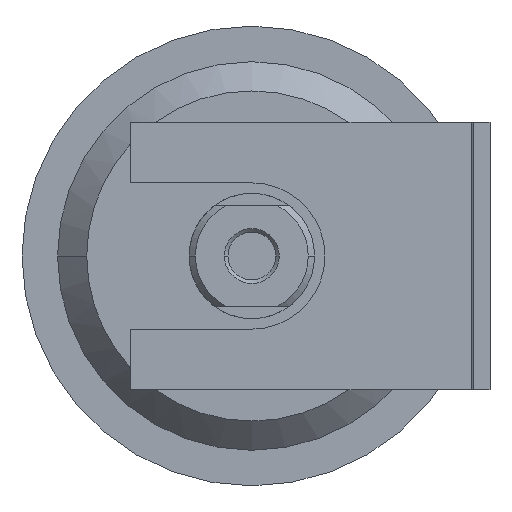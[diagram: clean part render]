
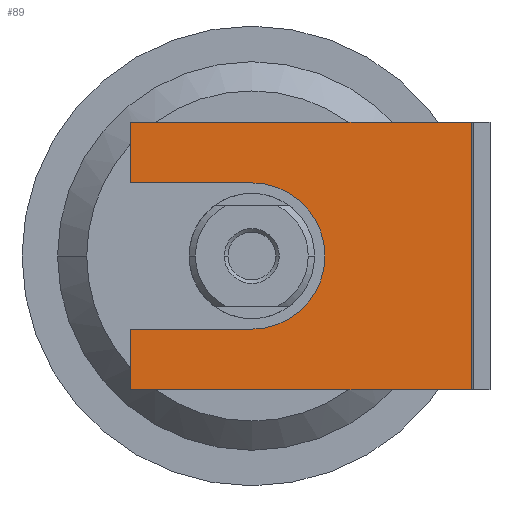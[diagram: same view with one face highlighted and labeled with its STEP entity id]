
A CAD part, front view. The second image highlights one B-rep face of the part: STEP entity #89.
In plain terms, the highlighted planar face has unit normal (0, -1, 0).
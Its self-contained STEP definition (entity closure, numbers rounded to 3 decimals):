
#89=ADVANCED_FACE('',(#269),#270,.T.);
#269=FACE_OUTER_BOUND('',#556,.T.);
#270=PLANE('',#557);
#556=EDGE_LOOP('',(#1070,#1071,#1072,#1073,#1074,#1075,#1076,#1077,#1078));
#557=AXIS2_PLACEMENT_3D('',#1079,#1080,#1081);
#1070=ORIENTED_EDGE('',*,*,#1988,.T.);
#1071=ORIENTED_EDGE('',*,*,#1914,.T.);
#1072=ORIENTED_EDGE('',*,*,#1975,.T.);
#1073=ORIENTED_EDGE('',*,*,#1991,.F.);
#1074=ORIENTED_EDGE('',*,*,#1983,.F.);
#1075=ORIENTED_EDGE('',*,*,#1992,.T.);
#1076=ORIENTED_EDGE('',*,*,#1993,.T.);
#1077=ORIENTED_EDGE('',*,*,#1994,.F.);
#1078=ORIENTED_EDGE('',*,*,#1995,.T.);
#1079=CARTESIAN_POINT('',(11.75,9.0,-32.0));
#1080=DIRECTION('',(0.0,-1.0,0.0));
#1081=DIRECTION('',(1.0,0.0,0.0));
#1914=EDGE_CURVE('',#2311,#2315,#2317,.T.);
#1975=EDGE_CURVE('',#2315,#2415,#2417,.T.);
#1983=EDGE_CURVE('',#2429,#2431,#2432,.T.);
#1988=EDGE_CURVE('',#2439,#2311,#2440,.T.);
#1991=EDGE_CURVE('',#2431,#2415,#2444,.T.);
#1992=EDGE_CURVE('',#2429,#2445,#2446,.T.);
#1993=EDGE_CURVE('',#2445,#2447,#2448,.T.);
#1994=EDGE_CURVE('',#2449,#2447,#2450,.T.);
#1995=EDGE_CURVE('',#2449,#2439,#2451,.T.);
#2311=VERTEX_POINT('',#3057);
#2315=VERTEX_POINT('',#3062);
#2317=CIRCLE('',#3065,17.5);
#2415=VERTEX_POINT('',#3186);
#2417=LINE('',#3189,#3190);
#2429=VERTEX_POINT('',#3207);
#2431=VERTEX_POINT('',#3209);
#2432=LINE('',#3210,#3211);
#2439=VERTEX_POINT('',#3221);
#2440=CIRCLE('',#3222,17.5);
#2444=LINE('',#3227,#3228);
#2445=VERTEX_POINT('',#3229);
#2446=LINE('',#3230,#3231);
#2447=VERTEX_POINT('',#3232);
#2448=LINE('',#3233,#3234);
#2449=VERTEX_POINT('',#3235);
#2450=LINE('',#3236,#3237);
#2451=LINE('',#3238,#3239);
#3057=CARTESIAN_POINT('',(17.5,9.0,0.));
#3062=CARTESIAN_POINT('',(0.0,9.0,-17.5));
#3065=AXIS2_PLACEMENT_3D('',#3935,#3936,#3937);
#3186=CARTESIAN_POINT('',(-29.0,9.0,-17.5));
#3189=CARTESIAN_POINT('',(-1.625,9.0,-17.5));
#3190=VECTOR('',#4070,1.0);
#3207=CARTESIAN_POINT('',(52.5,9.0,-32.0));
#3209=CARTESIAN_POINT('',(-29.0,9.0,-32.0));
#3210=CARTESIAN_POINT('',(52.5,9.0,-32.0));
#3211=VECTOR('',#4082,1.0);
#3221=CARTESIAN_POINT('',(0.0,9.0,17.5));
#3222=AXIS2_PLACEMENT_3D('',#4089,#4090,#4091);
#3227=CARTESIAN_POINT('',(-29.0,9.0,-32.0));
#3228=VECTOR('',#4096,1.0);
#3229=CARTESIAN_POINT('',(52.5,9.0,32.0));
#3230=CARTESIAN_POINT('',(52.5,9.0,-32.0));
#3231=VECTOR('',#4097,1.0);
#3232=CARTESIAN_POINT('',(-29.0,9.0,32.0));
#3233=CARTESIAN_POINT('',(52.5,9.0,32.0));
#3234=VECTOR('',#4098,1.0);
#3235=CARTESIAN_POINT('',(-29.0,9.0,17.5));
#3236=CARTESIAN_POINT('',(-29.0,9.0,-32.0));
#3237=VECTOR('',#4099,1.0);
#3238=CARTESIAN_POINT('',(-1.625,9.0,17.5));
#3239=VECTOR('',#4100,1.0);
#3935=CARTESIAN_POINT('',(0.0,9.0,0.0));
#3936=DIRECTION('',(-0.0,1.0,0.0));
#3937=DIRECTION('',(1.0,0.0,0.0));
#4070=DIRECTION('',(-1.0,0.0,0.0));
#4082=DIRECTION('',(-1.0,0.0,0.0));
#4089=CARTESIAN_POINT('',(0.0,9.0,0.0));
#4090=DIRECTION('',(-0.0,1.0,0.0));
#4091=DIRECTION('',(1.0,0.0,0.0));
#4096=DIRECTION('',(0.0,0.0,1.0));
#4097=DIRECTION('',(0.0,0.0,1.0));
#4098=DIRECTION('',(-1.0,0.0,0.0));
#4099=DIRECTION('',(0.0,0.0,1.0));
#4100=DIRECTION('',(1.0,0.0,0.0));
